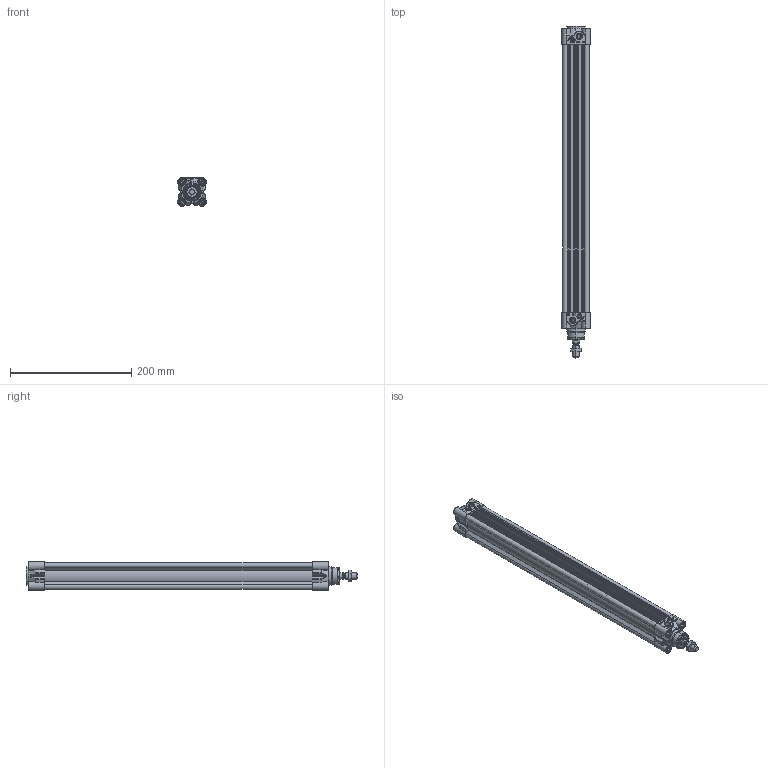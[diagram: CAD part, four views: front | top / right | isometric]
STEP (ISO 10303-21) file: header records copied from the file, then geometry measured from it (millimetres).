
FILE_DESCRIPTION (( 'STEP AP214' ), '1' );
FILE_NAME ('HDMA032-0400.STEP', '2020-04-23T12:15:24', ( '' ), ( '' ), 'SwSTEP 2.0', 'SolidWorks 2020', '' );
FILE_SCHEMA (( 'AUTOMOTIVE_DESIGN' ));
Length unit declared in the file: millimetre
Products named in the file (1): HDMA032-0400
Bounding box: 47 x 547 x 47 mm (x, y, z)
Surface area: 286928.8 mm2 (no closed solid volume)
Topology: 0 solids, 27 shells, 1435 faces, 3421 edges, 2104 vertices
Faces by surface type: cylinder 446, plane 371, cone 236, bspline 202, torus 152, sphere 28
Entity records: 73926 total; most frequent: CARTESIAN_POINT 29774, ORIENTED_EDGE 6802, DIRECTION 4138, EDGE_CURVE 3401, VERTEX_POINT 2104, B_SPLINE_CURVE_WITH_KNOTS 2095, AXIS2_PLACEMENT_3D 1666, EDGE_LOOP 1585
